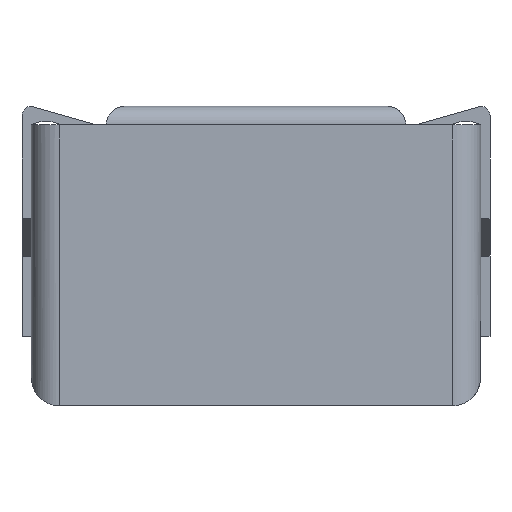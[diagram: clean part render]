
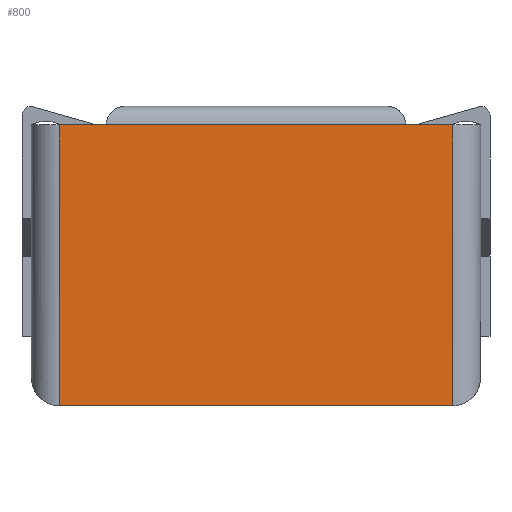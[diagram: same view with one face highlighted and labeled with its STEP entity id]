
A CAD part, left-side view. The second image highlights one B-rep face of the part: STEP entity #800.
In plain terms, the highlighted planar face has unit normal (-1, 0, 0).
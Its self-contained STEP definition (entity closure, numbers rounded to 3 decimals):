
#1=DIRECTION('',(0.,1.,0.));
#2=VECTOR('',#1,1.6);
#3=CARTESIAN_POINT('',(-1.,-0.8,0.7));
#4=LINE('',#3,#2);
#5=DIRECTION('',(0.,-1.,0.));
#6=VECTOR('',#5,0.25);
#7=CARTESIAN_POINT('',(-1.,-0.8,0.7));
#8=LINE('',#7,#6);
#9=DIRECTION('',(0.,0.,1.));
#10=VECTOR('',#9,1.5);
#11=CARTESIAN_POINT('',(-1.,-1.05,-0.8));
#12=LINE('',#11,#10);
#13=DIRECTION('',(0.,1.,0.));
#14=VECTOR('',#13,2.1);
#15=CARTESIAN_POINT('',(-1.,-1.05,-0.8));
#16=LINE('',#15,#14);
#17=DIRECTION('',(0.,0.,-1.));
#18=VECTOR('',#17,1.5);
#19=CARTESIAN_POINT('',(-1.,1.05,0.7));
#20=LINE('',#19,#18);
#21=DIRECTION('',(0.,-1.,0.));
#22=VECTOR('',#21,0.25);
#23=CARTESIAN_POINT('',(-1.,1.05,0.7));
#24=LINE('',#23,#22);
#698=CARTESIAN_POINT('',(-1.,1.05,-0.8));
#700=VERTEX_POINT('',#698);
#706=CARTESIAN_POINT('',(-1.,-1.05,-0.8));
#708=VERTEX_POINT('',#706);
#714=CARTESIAN_POINT('',(-1.,0.8,0.7));
#716=VERTEX_POINT('',#714);
#718=CARTESIAN_POINT('',(-1.,-0.8,0.7));
#720=VERTEX_POINT('',#718);
#729=CARTESIAN_POINT('',(-1.,-1.05,0.7));
#731=VERTEX_POINT('',#729);
#738=CARTESIAN_POINT('',(-1.,1.05,0.7));
#740=VERTEX_POINT('',#738);
#781=CARTESIAN_POINT('',(-1.,0.,0.));
#782=DIRECTION('',(1.,0.,0.));
#783=DIRECTION('',(0.,-1.,0.));
#784=AXIS2_PLACEMENT_3D('',#781,#782,#783);
#785=PLANE('',#784);
#787=ORIENTED_EDGE('',*,*,#786,.F.);
#789=ORIENTED_EDGE('',*,*,#788,.T.);
#791=ORIENTED_EDGE('',*,*,#790,.F.);
#793=ORIENTED_EDGE('',*,*,#792,.T.);
#795=ORIENTED_EDGE('',*,*,#794,.F.);
#797=ORIENTED_EDGE('',*,*,#796,.T.);
#798=EDGE_LOOP('',(#787,#789,#791,#793,#795,#797));
#799=FACE_OUTER_BOUND('',#798,.F.);
#786=EDGE_CURVE('',#720,#716,#4,.T.);
#788=EDGE_CURVE('',#720,#731,#8,.T.);
#790=EDGE_CURVE('',#708,#731,#12,.T.);
#792=EDGE_CURVE('',#708,#700,#16,.T.);
#794=EDGE_CURVE('',#740,#700,#20,.T.);
#796=EDGE_CURVE('',#740,#716,#24,.T.);
#800=ADVANCED_FACE('',(#799),#785,.F.);
